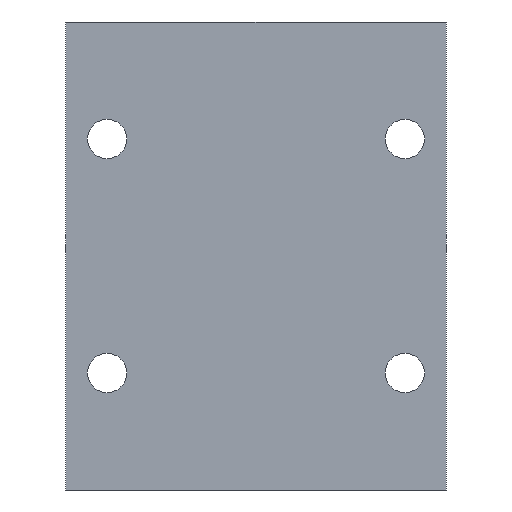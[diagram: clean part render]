
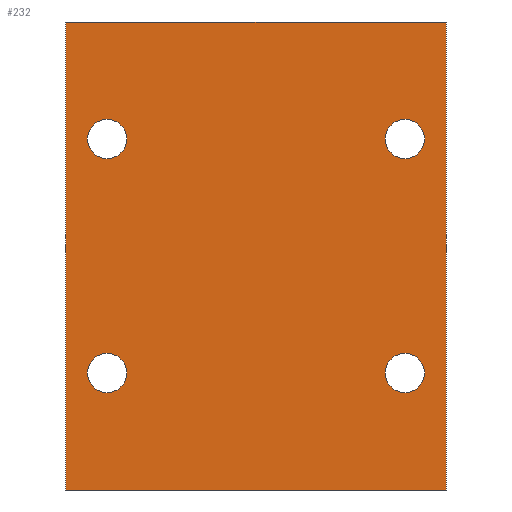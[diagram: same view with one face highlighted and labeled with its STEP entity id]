
A CAD part, front view. The second image highlights one B-rep face of the part: STEP entity #232.
In plain terms, the highlighted planar face has unit normal (0, -1, 0).
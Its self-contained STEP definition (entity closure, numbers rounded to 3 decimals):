
#15=FACE_BOUND('',#48,.T.);
#16=FACE_BOUND('',#49,.T.);
#17=FACE_BOUND('',#50,.T.);
#18=FACE_BOUND('',#51,.T.);
#24=PLANE('',#275);
#35=FACE_OUTER_BOUND('',#47,.T.);
#47=EDGE_LOOP('',(#182,#183,#184,#185));
#48=EDGE_LOOP('',(#186));
#49=EDGE_LOOP('',(#187));
#50=EDGE_LOOP('',(#188));
#51=EDGE_LOOP('',(#189));
#67=LINE('',#380,#87);
#70=LINE('',#386,#90);
#71=LINE('',#388,#91);
#72=LINE('',#389,#92);
#87=VECTOR('',#317,10.);
#90=VECTOR('',#322,10.);
#91=VECTOR('',#323,10.);
#92=VECTOR('',#324,10.);
#103=CIRCLE('',#264,2.375);
#105=CIRCLE('',#267,2.375);
#107=CIRCLE('',#270,2.375);
#109=CIRCLE('',#273,2.375);
#113=VERTEX_POINT('',#354);
#115=VERTEX_POINT('',#360);
#117=VERTEX_POINT('',#366);
#119=VERTEX_POINT('',#372);
#121=VERTEX_POINT('',#377);
#122=VERTEX_POINT('',#379);
#124=VERTEX_POINT('',#385);
#125=VERTEX_POINT('',#387);
#134=EDGE_CURVE('',#113,#113,#103,.T.);
#137=EDGE_CURVE('',#115,#115,#105,.T.);
#140=EDGE_CURVE('',#117,#117,#107,.T.);
#143=EDGE_CURVE('',#119,#119,#109,.T.);
#145=EDGE_CURVE('',#122,#121,#67,.T.);
#148=EDGE_CURVE('',#121,#124,#70,.T.);
#149=EDGE_CURVE('',#125,#124,#71,.T.);
#150=EDGE_CURVE('',#122,#125,#72,.T.);
#182=ORIENTED_EDGE('',*,*,#148,.T.);
#183=ORIENTED_EDGE('',*,*,#149,.F.);
#184=ORIENTED_EDGE('',*,*,#150,.F.);
#185=ORIENTED_EDGE('',*,*,#145,.T.);
#186=ORIENTED_EDGE('',*,*,#134,.T.);
#187=ORIENTED_EDGE('',*,*,#137,.T.);
#188=ORIENTED_EDGE('',*,*,#140,.T.);
#189=ORIENTED_EDGE('',*,*,#143,.T.);
#232=ADVANCED_FACE('',(#35,#15,#16,#17,#18),#24,.T.);
#264=AXIS2_PLACEMENT_3D('',#356,#291,#292);
#267=AXIS2_PLACEMENT_3D('',#362,#298,#299);
#270=AXIS2_PLACEMENT_3D('',#368,#305,#306);
#273=AXIS2_PLACEMENT_3D('',#374,#312,#313);
#275=AXIS2_PLACEMENT_3D('',#384,#320,#321);
#291=DIRECTION('center_axis',(0.,1.,0.));
#292=DIRECTION('ref_axis',(1.,0.,0.));
#298=DIRECTION('center_axis',(0.,1.,0.));
#299=DIRECTION('ref_axis',(1.,0.,0.));
#305=DIRECTION('center_axis',(0.,1.,0.));
#306=DIRECTION('ref_axis',(1.,0.,0.));
#312=DIRECTION('center_axis',(0.,1.,0.));
#313=DIRECTION('ref_axis',(1.,0.,0.));
#317=DIRECTION('',(0.,0.,-1.));
#320=DIRECTION('center_axis',(0.,-1.,0.));
#321=DIRECTION('ref_axis',(-1.,0.,0.));
#322=DIRECTION('',(1.,0.,0.));
#323=DIRECTION('',(0.,0.,-1.));
#324=DIRECTION('',(1.,0.,0.));
#354=CARTESIAN_POINT('',(2.625,-13.,-14.142));
#356=CARTESIAN_POINT('Origin',(5.,-13.,-14.142));
#360=CARTESIAN_POINT('',(2.625,-13.,-42.426));
#362=CARTESIAN_POINT('Origin',(5.,-13.,-42.426));
#366=CARTESIAN_POINT('',(-33.375,-13.,-14.142));
#368=CARTESIAN_POINT('Origin',(-31.,-13.,-14.142));
#372=CARTESIAN_POINT('',(-33.375,-13.,-42.426));
#374=CARTESIAN_POINT('Origin',(-31.,-13.,-42.426));
#377=CARTESIAN_POINT('',(-36.,-13.,-56.569));
#379=CARTESIAN_POINT('',(-36.,-13.,0.));
#380=CARTESIAN_POINT('',(-36.,-13.,0.));
#384=CARTESIAN_POINT('Origin',(10.,-13.,0.));
#385=CARTESIAN_POINT('',(10.,-13.,-56.569));
#386=CARTESIAN_POINT('',(-13.,-13.,-56.569));
#387=CARTESIAN_POINT('',(10.,-13.,0.));
#388=CARTESIAN_POINT('',(10.,-13.,0.));
#389=CARTESIAN_POINT('',(-13.,-13.,0.));
